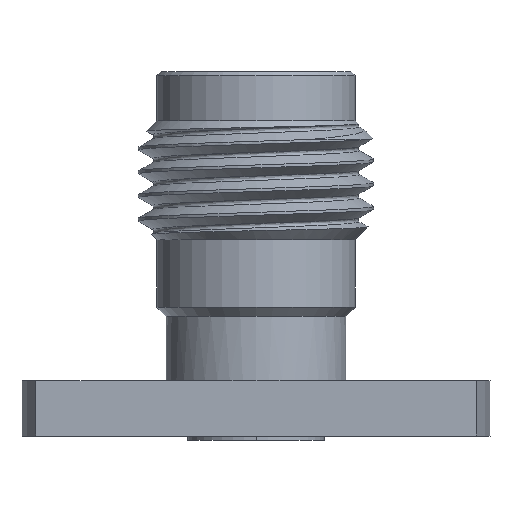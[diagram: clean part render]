
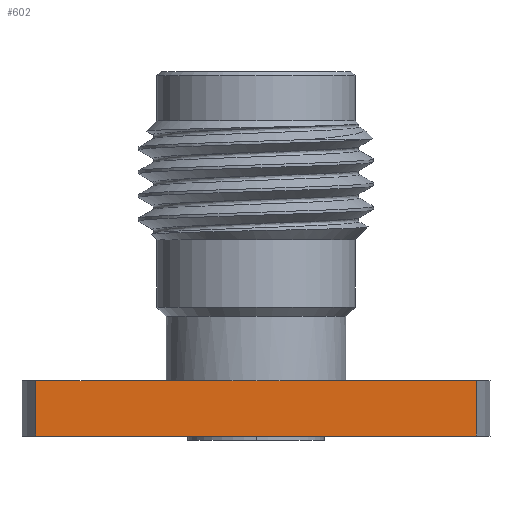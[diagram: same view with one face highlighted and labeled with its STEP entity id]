
A CAD part, left-side view. The second image highlights one B-rep face of the part: STEP entity #602.
In plain terms, the highlighted planar face has unit normal (-1, 0, 0).
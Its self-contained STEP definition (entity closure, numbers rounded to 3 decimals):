
#81 = CARTESIAN_POINT ( 'NONE',  ( -2.415, -6.554, -1.65 ) ) ;
#94 = VERTEX_POINT ( 'NONE', #2838 ) ;
#128 = EDGE_CURVE ( 'NONE', #4411, #1122, #875, .T. ) ;
#230 = CARTESIAN_POINT ( 'NONE',  ( -2.415, -6.554, 0. ) ) ;
#254 = EDGE_CURVE ( 'NONE', #4411, #1952, #2291, .T. ) ;
#267 = AXIS2_PLACEMENT_3D ( 'NONE', #2906, #683, #4038 ) ;
#359 = EDGE_CURVE ( 'NONE', #1952, #3858, #3757, .T. ) ;
#379 = LINE ( 'NONE', #4154, #1068 ) ;
#390 = CARTESIAN_POINT ( 'NONE',  ( -2.415, 6.554, 0. ) ) ;
#421 = VERTEX_POINT ( 'NONE', #515 ) ;
#515 = CARTESIAN_POINT ( 'NONE',  ( -2.415, -6.554, 0. ) ) ;
#578 = EDGE_LOOP ( 'NONE', ( #2947, #2583, #4357, #2777, #1300, #2800 ) ) ;
#602 = ADVANCED_FACE ( 'NONE', ( #3843 ), #4380, .T. ) ;
#683 = DIRECTION ( 'NONE',  ( -1., 0., 0. ) ) ;
#740 = CARTESIAN_POINT ( 'NONE',  ( -2.415, 6.554, -1.65 ) ) ;
#809 = EDGE_CURVE ( 'NONE', #1122, #421, #4712, .T. ) ;
#875 = LINE ( 'NONE', #2006, #3233 ) ;
#1053 = VECTOR ( 'NONE', #1378, 1000. ) ;
#1068 = VECTOR ( 'NONE', #1554, 1000. ) ;
#1122 = VERTEX_POINT ( 'NONE', #81 ) ;
#1171 = CARTESIAN_POINT ( 'NONE',  ( -2.415, -6.554, -1.65 ) ) ;
#1217 = EDGE_CURVE ( 'NONE', #94, #421, #379, .T. ) ;
#1300 = ORIENTED_EDGE ( 'NONE', *, *, #1217, .F. ) ;
#1378 = DIRECTION ( 'NONE',  ( 0., -1., 0. ) ) ;
#1554 = DIRECTION ( 'NONE',  ( 0., -1., 0. ) ) ;
#1686 = VECTOR ( 'NONE', #2738, 1000. ) ;
#1952 = VERTEX_POINT ( 'NONE', #390 ) ;
#2006 = CARTESIAN_POINT ( 'NONE',  ( -2.415, -6.554, -1.65 ) ) ;
#2180 = LINE ( 'NONE', #230, #4275 ) ;
#2291 = LINE ( 'NONE', #3103, #1686 ) ;
#2583 = ORIENTED_EDGE ( 'NONE', *, *, #254, .F. ) ;
#2738 = DIRECTION ( 'NONE',  ( 0., 0., 1. ) ) ;
#2777 = ORIENTED_EDGE ( 'NONE', *, *, #809, .T. ) ;
#2780 = DIRECTION ( 'NONE',  ( 0., -1., 0. ) ) ;
#2800 = ORIENTED_EDGE ( 'NONE', *, *, #3591, .F. ) ;
#2814 = CARTESIAN_POINT ( 'NONE',  ( -2.415, -6.554, 0. ) ) ;
#2838 = CARTESIAN_POINT ( 'NONE',  ( -2.415, -1.15, 0. ) ) ;
#2906 = CARTESIAN_POINT ( 'NONE',  ( -2.415, -6.554, -1.65 ) ) ;
#2947 = ORIENTED_EDGE ( 'NONE', *, *, #359, .F. ) ;
#3103 = CARTESIAN_POINT ( 'NONE',  ( -2.415, 6.554, -1.65 ) ) ;
#3233 = VECTOR ( 'NONE', #4526, 1000. ) ;
#3591 = EDGE_CURVE ( 'NONE', #3858, #94, #2180, .T. ) ;
#3722 = VECTOR ( 'NONE', #4111, 1000. ) ;
#3757 = LINE ( 'NONE', #2814, #1053 ) ;
#3843 = FACE_OUTER_BOUND ( 'NONE', #578, .T. ) ;
#3858 = VERTEX_POINT ( 'NONE', #4351 ) ;
#4038 = DIRECTION ( 'NONE',  ( 0., 0., 1. ) ) ;
#4111 = DIRECTION ( 'NONE',  ( 0., 0., 1. ) ) ;
#4154 = CARTESIAN_POINT ( 'NONE',  ( -2.415, -6.554, 0. ) ) ;
#4275 = VECTOR ( 'NONE', #2780, 1000. ) ;
#4351 = CARTESIAN_POINT ( 'NONE',  ( -2.415, 1.15, 0. ) ) ;
#4357 = ORIENTED_EDGE ( 'NONE', *, *, #128, .T. ) ;
#4380 = PLANE ( 'NONE',  #267 ) ;
#4411 = VERTEX_POINT ( 'NONE', #740 ) ;
#4526 = DIRECTION ( 'NONE',  ( 0., -1., 0. ) ) ;
#4712 = LINE ( 'NONE', #1171, #3722 ) ;
